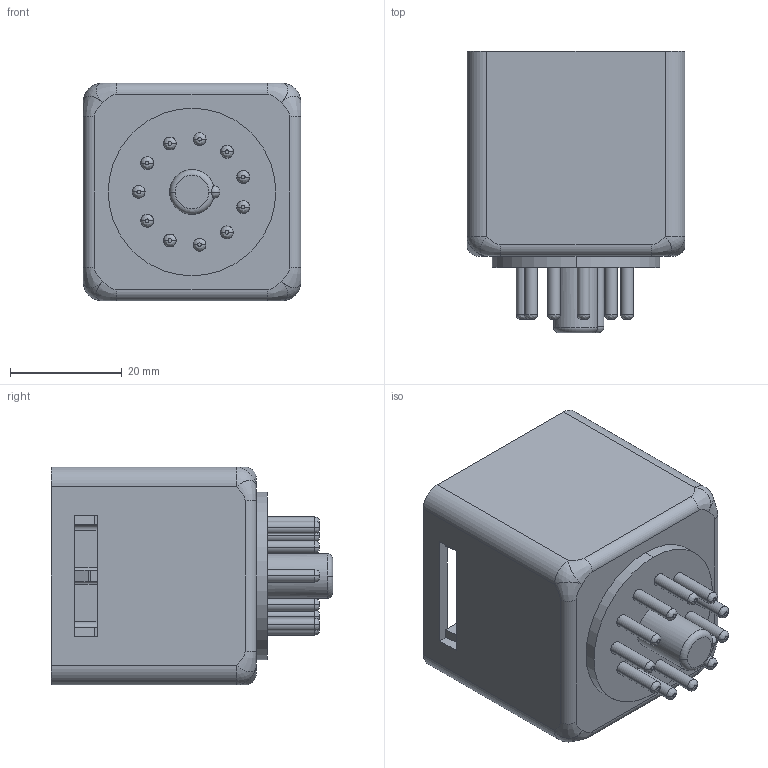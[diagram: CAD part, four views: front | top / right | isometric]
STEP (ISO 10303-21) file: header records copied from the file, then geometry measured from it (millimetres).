
FILE_DESCRIPTION((''),'2;1');
FILE_NAME('34055000316','2020-02-11T',('presta_be4'),(''),'CREO PARAMETRIC BY PTC INC, 2018360','CREO PARAMETRIC BY PTC INC, 2018360','');
FILE_SCHEMA(('CONFIG_CONTROL_DESIGN'));
Products named in the file (1): 34055000316
Bounding box: 39 x 50.4 x 39 mm (x, y, z)
Volume: 20920.2 mm3; surface area: 22619.2 mm2
Topology: 23 solids, 23 shells, 1179 faces, 2911 edges, 1820 vertices
Faces by surface type: cylinder 374, plane 335, cone 307, torus 93, bspline 38, sphere 32
Entity records: 46121 total; most frequent: CARTESIAN_POINT 18688, DIRECTION 5779, ORIENTED_EDGE 5730, EDGE_CURVE 2865, AXIS2_PLACEMENT_3D 2473, VERTEX_POINT 1820, CIRCLE 1332, EDGE_LOOP 1321
